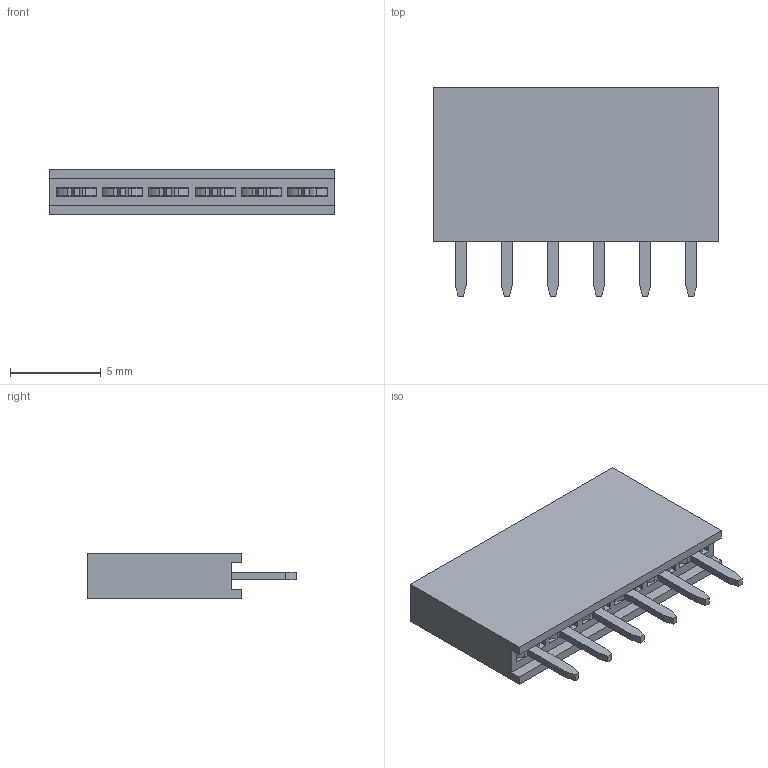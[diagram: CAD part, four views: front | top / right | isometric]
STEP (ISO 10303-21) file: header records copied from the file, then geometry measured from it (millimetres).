
FILE_DESCRIPTION (( 'STEP AP214' ), '1' );
FILE_NAME ('53E0FCBE-AB0F-4A18-8D90-9311DA4A44F0.STEP', '2023-07-19T22:05:55', ( '' ), ( '' ), 'SwSTEP 2.0', 'SolidWorks 2022', '' );
FILE_SCHEMA (( 'AUTOMOTIVE_DESIGN' ));
Length unit declared in the file: millimetre
Products named in the file (1): 53E0FCBE-AB0F-4A18-8D90-9311DA4A44F0
Bounding box: 15.74 x 11.5 x 2.5 mm (x, y, z)
Volume: 282 mm3; surface area: 872.1 mm2
Topology: 7 solids, 7 shells, 244 faces, 666 edges, 436 vertices
Faces by surface type: plane 184, cylinder 60
Entity records: 8916 total; most frequent: CARTESIAN_POINT 1347, ORIENTED_EDGE 1332, DIRECTION 1276, EDGE_CURVE 666, VECTOR 546, LINE 546, VERTEX_POINT 436, AXIS2_PLACEMENT_3D 365
